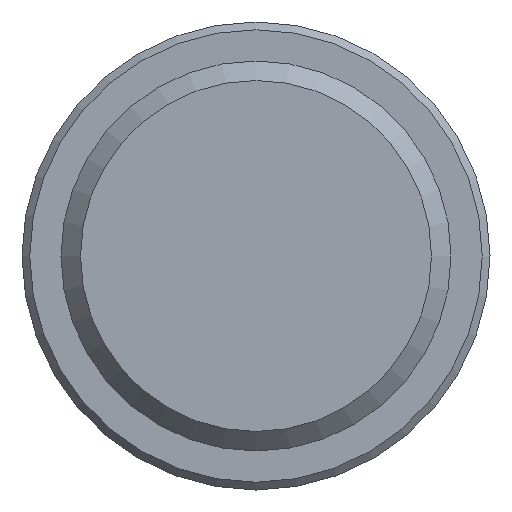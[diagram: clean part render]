
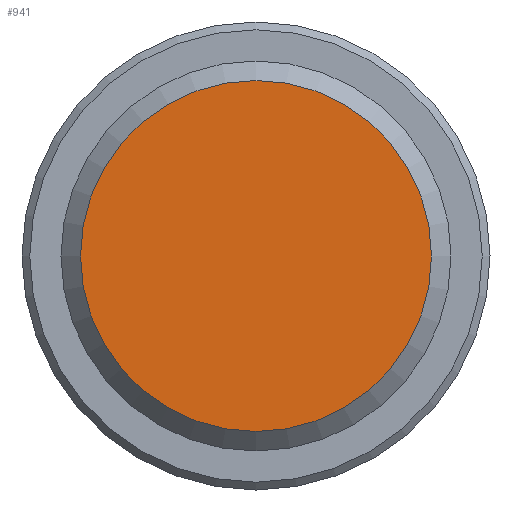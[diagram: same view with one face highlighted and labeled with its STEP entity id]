
A CAD part, left-side view. The second image highlights one B-rep face of the part: STEP entity #941.
In plain terms, the highlighted planar face has unit normal (-1, 0, 0).
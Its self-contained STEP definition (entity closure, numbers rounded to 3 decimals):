
#910=CARTESIAN_POINT('',(-16.5,4.5,0.));
#911=VERTEX_POINT('',#910);
#912=CARTESIAN_POINT('',(-16.5,0.0,0.0));
#913=DIRECTION('',(1.0,0.0,0.0));
#914=DIRECTION('',(0.0,-1.0,0.0));
#915=AXIS2_PLACEMENT_3D('',#912,#913,#914);
#916=CIRCLE('',#915,4.5);
#917=EDGE_CURVE('',#911,#911,#916,.T.);
#933=CARTESIAN_POINT('',(-16.5,2.5,0.0));
#934=DIRECTION('',(-1.0,0.0,0.0));
#935=DIRECTION('',(0.0,0.0,1.0));
#936=AXIS2_PLACEMENT_3D('',#933,#934,#935);
#937=PLANE('',#936);
#938=ORIENTED_EDGE('',*,*,#917,.F.);
#939=EDGE_LOOP('',(#938));
#940=FACE_OUTER_BOUND('',#939,.T.);
#941=ADVANCED_FACE('',(#940),#937,.T.);
